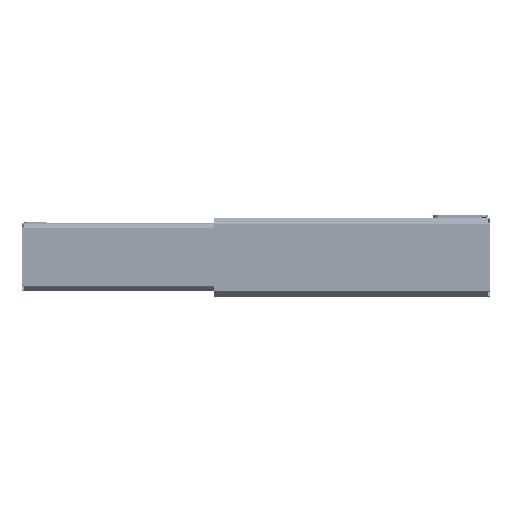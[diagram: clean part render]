
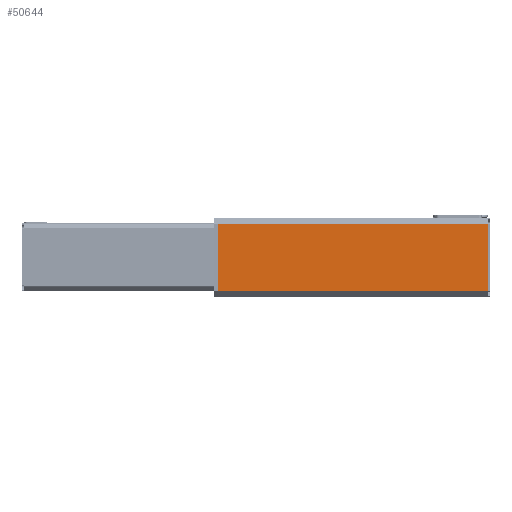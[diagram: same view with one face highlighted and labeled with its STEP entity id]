
A CAD part, left-side view. The second image highlights one B-rep face of the part: STEP entity #50644.
In plain terms, the highlighted planar face has unit normal (-1, 0, 0).
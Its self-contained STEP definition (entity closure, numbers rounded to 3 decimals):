
#5725 = ORIENTED_EDGE ( 'NONE', *, *, #148431, .T. ) ;
#6083 = CARTESIAN_POINT ( 'NONE',  ( -64.5, 439., 55. ) ) ;
#9138 = VERTEX_POINT ( 'NONE', #21236 ) ;
#13983 = CARTESIAN_POINT ( 'NONE',  ( -64.5, 439., -54.586 ) ) ;
#17390 = VECTOR ( 'NONE', #38889, 1000. ) ;
#17742 = VERTEX_POINT ( 'NONE', #22911 ) ;
#21236 = CARTESIAN_POINT ( 'NONE',  ( -64.5, 0., 54.586 ) ) ;
#22393 = EDGE_CURVE ( 'NONE', #88889, #17742, #74868, .T. ) ;
#22450 = LINE ( 'NONE', #143214, #143958 ) ;
#22911 = CARTESIAN_POINT ( 'NONE',  ( -64.5, 439., 54.586 ) ) ;
#31432 = AXIS2_PLACEMENT_3D ( 'NONE', #6083, #109965, #134209 ) ;
#38889 = DIRECTION ( 'NONE',  ( 0., 1., 0. ) ) ;
#40773 = EDGE_CURVE ( 'NONE', #9138, #17742, #57760, .T. ) ;
#43987 = CARTESIAN_POINT ( 'NONE',  ( -64.5, 0., -54.586 ) ) ;
#49097 = VECTOR ( 'NONE', #98207, 1000. ) ;
#50644 = ADVANCED_FACE ( 'NONE', ( #149365 ), #110454, .F. ) ;
#51435 = CARTESIAN_POINT ( 'NONE',  ( -64.5, 439., 55. ) ) ;
#54907 = VERTEX_POINT ( 'NONE', #43987 ) ;
#57760 = LINE ( 'NONE', #107255, #17390 ) ;
#59306 = DIRECTION ( 'NONE',  ( 0., -1., 0. ) ) ;
#60304 = ORIENTED_EDGE ( 'NONE', *, *, #88375, .T. ) ;
#72962 = EDGE_LOOP ( 'NONE', ( #149009, #5725, #60304, #73130 ) ) ;
#73130 = ORIENTED_EDGE ( 'NONE', *, *, #40773, .T. ) ;
#74868 = LINE ( 'NONE', #51435, #49097 ) ;
#86666 = DIRECTION ( 'NONE',  ( 0., 0., 1. ) ) ;
#88375 = EDGE_CURVE ( 'NONE', #54907, #9138, #119521, .T. ) ;
#88889 = VERTEX_POINT ( 'NONE', #13983 ) ;
#98207 = DIRECTION ( 'NONE',  ( 0., 0., 1. ) ) ;
#107255 = CARTESIAN_POINT ( 'NONE',  ( -64.5, 439., 54.586 ) ) ;
#109965 = DIRECTION ( 'NONE',  ( 1., 0., 0. ) ) ;
#110454 = PLANE ( 'NONE',  #31432 ) ;
#119521 = LINE ( 'NONE', #133613, #139859 ) ;
#133613 = CARTESIAN_POINT ( 'NONE',  ( -64.5, 0., 55. ) ) ;
#134209 = DIRECTION ( 'NONE',  ( 0., 0., -1. ) ) ;
#139859 = VECTOR ( 'NONE', #86666, 1000. ) ;
#143214 = CARTESIAN_POINT ( 'NONE',  ( -64.5, 439., -54.586 ) ) ;
#143958 = VECTOR ( 'NONE', #59306, 1000. ) ;
#148431 = EDGE_CURVE ( 'NONE', #88889, #54907, #22450, .T. ) ;
#149009 = ORIENTED_EDGE ( 'NONE', *, *, #22393, .F. ) ;
#149365 = FACE_OUTER_BOUND ( 'NONE', #72962, .T. ) ;
